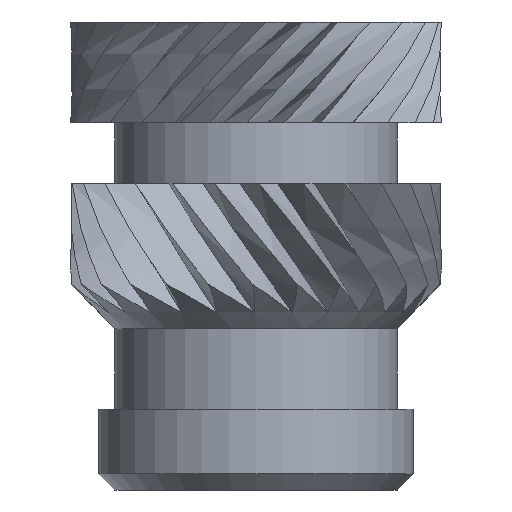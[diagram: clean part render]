
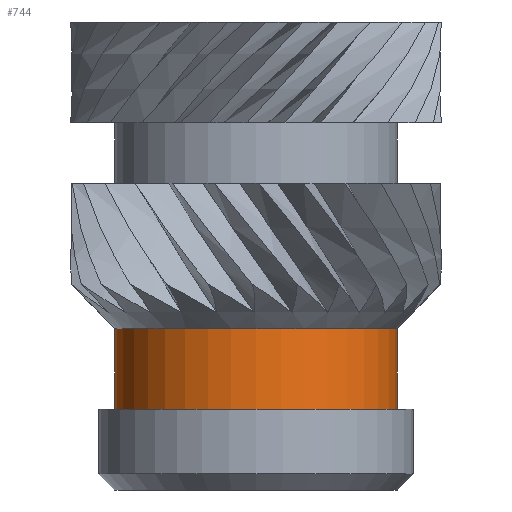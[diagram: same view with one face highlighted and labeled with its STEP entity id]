
A CAD part, front view. The second image highlights one B-rep face of the part: STEP entity #744.
In plain terms, the highlighted cylindrical face has radius 1.75 mm (diameter 3.5 mm), a partial arc.
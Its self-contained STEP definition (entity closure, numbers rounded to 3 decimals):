
#40 = CARTESIAN_POINT ( 'NONE',  ( 1.75, 0., 0. ) ) ;
#150 = CIRCLE ( 'NONE', #7040, 1.75 ) ;
#502 = VECTOR ( 'NONE', #5817, 1000. ) ;
#744 = ADVANCED_FACE ( 'NONE', ( #4494 ), #2903, .T. ) ;
#762 = CARTESIAN_POINT ( 'NONE',  ( 1.75, 0., -3.8 ) ) ;
#905 = DIRECTION ( 'NONE',  ( 0., 0., 1. ) ) ;
#1071 = CARTESIAN_POINT ( 'NONE',  ( 0., 0., -4.8 ) ) ;
#1118 = VERTEX_POINT ( 'NONE', #762 ) ;
#1121 = LINE ( 'NONE', #7026, #502 ) ;
#1292 = VECTOR ( 'NONE', #4049, 1000. ) ;
#1295 = EDGE_CURVE ( 'NONE', #4934, #1118, #3314, .T. ) ;
#1303 = AXIS2_PLACEMENT_3D ( 'NONE', #3455, #6290, #2971 ) ;
#1333 = ORIENTED_EDGE ( 'NONE', *, *, #5247, .T. ) ;
#1536 = DIRECTION ( 'NONE',  ( 1., 0., 0. ) ) ;
#1992 = ORIENTED_EDGE ( 'NONE', *, *, #4746, .T. ) ;
#2830 = VERTEX_POINT ( 'NONE', #5152 ) ;
#2903 = CYLINDRICAL_SURFACE ( 'NONE', #1303, 1.75 ) ;
#2971 = DIRECTION ( 'NONE',  ( 1., 0., 0. ) ) ;
#3087 = ORIENTED_EDGE ( 'NONE', *, *, #4615, .F. ) ;
#3314 = CIRCLE ( 'NONE', #6967, 1.75 ) ;
#3336 = LINE ( 'NONE', #40, #1292 ) ;
#3455 = CARTESIAN_POINT ( 'NONE',  ( 0., 0., 0. ) ) ;
#3667 = ORIENTED_EDGE ( 'NONE', *, *, #1295, .F. ) ;
#3933 = CARTESIAN_POINT ( 'NONE',  ( -1.75, 0., -3.8 ) ) ;
#4049 = DIRECTION ( 'NONE',  ( 0., 0., 1. ) ) ;
#4276 = CARTESIAN_POINT ( 'NONE',  ( -1.75, 0., -4.8 ) ) ;
#4333 = EDGE_LOOP ( 'NONE', ( #3087, #1992, #1333, #3667 ) ) ;
#4357 = CARTESIAN_POINT ( 'NONE',  ( 0., 0., -3.8 ) ) ;
#4494 = FACE_OUTER_BOUND ( 'NONE', #4333, .T. ) ;
#4615 = EDGE_CURVE ( 'NONE', #6205, #4934, #1121, .T. ) ;
#4746 = EDGE_CURVE ( 'NONE', #6205, #2830, #150, .T. ) ;
#4934 = VERTEX_POINT ( 'NONE', #3933 ) ;
#5152 = CARTESIAN_POINT ( 'NONE',  ( 1.75, 0., -4.8 ) ) ;
#5247 = EDGE_CURVE ( 'NONE', #2830, #1118, #3336, .T. ) ;
#5385 = DIRECTION ( 'NONE',  ( 1., 0., 0. ) ) ;
#5817 = DIRECTION ( 'NONE',  ( 0., 0., 1. ) ) ;
#5989 = DIRECTION ( 'NONE',  ( 0., 0., 1. ) ) ;
#6205 = VERTEX_POINT ( 'NONE', #4276 ) ;
#6290 = DIRECTION ( 'NONE',  ( 0., 0., 1. ) ) ;
#6967 = AXIS2_PLACEMENT_3D ( 'NONE', #4357, #905, #5385 ) ;
#7026 = CARTESIAN_POINT ( 'NONE',  ( -1.75, 0., 0. ) ) ;
#7040 = AXIS2_PLACEMENT_3D ( 'NONE', #1071, #5989, #1536 ) ;
